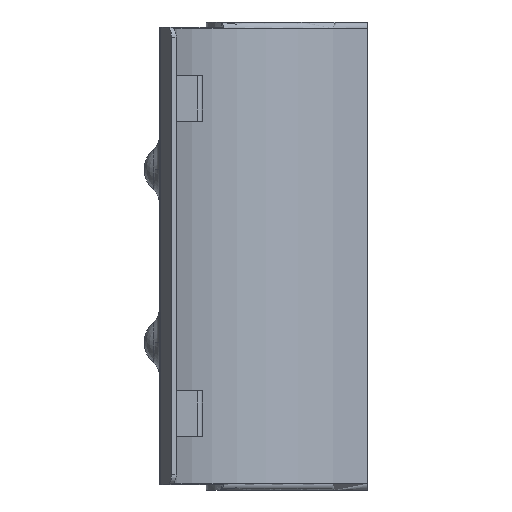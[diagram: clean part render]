
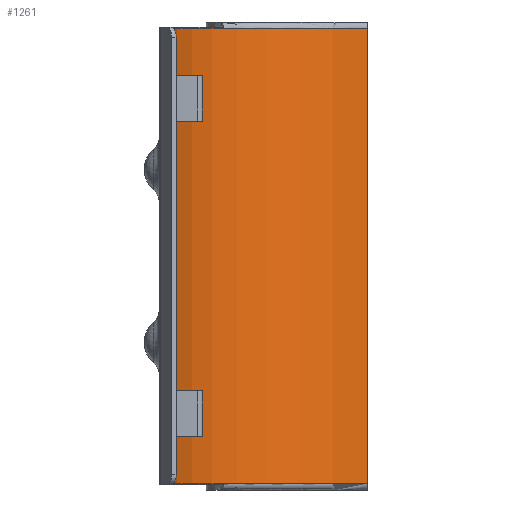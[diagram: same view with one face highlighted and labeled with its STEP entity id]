
A CAD part, left-side view. The second image highlights one B-rep face of the part: STEP entity #1261.
In plain terms, the highlighted cylindrical face has radius 40 mm (diameter 80 mm), a partial arc.
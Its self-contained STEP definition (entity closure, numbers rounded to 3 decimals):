
#105 = CIRCLE ( 'NONE', #3027, 40. ) ;
#129 = EDGE_CURVE ( 'NONE', #4259, #2392, #4946, .T. ) ;
#145 = ORIENTED_EDGE ( 'NONE', *, *, #3598, .T. ) ;
#208 = DIRECTION ( 'NONE',  ( 0., 0., -1. ) ) ;
#587 = DIRECTION ( 'NONE',  ( 0., 0., 1. ) ) ;
#603 = CARTESIAN_POINT ( 'NONE',  ( 176., -40., -44.75 ) ) ;
#627 = EDGE_CURVE ( 'NONE', #2392, #2465, #1023, .T. ) ;
#635 = DIRECTION ( 'NONE',  ( 1., 0., 0. ) ) ;
#765 = CARTESIAN_POINT ( 'NONE',  ( 136., 0., -44.75 ) ) ;
#1023 = LINE ( 'NONE', #1861, #1573 ) ;
#1025 = ORIENTED_EDGE ( 'NONE', *, *, #129, .T. ) ;
#1261 = ADVANCED_FACE ( 'NONE', ( #4963 ), #4100, .F. ) ;
#1418 = CARTESIAN_POINT ( 'NONE',  ( 176., -40., 44.75 ) ) ;
#1447 = DIRECTION ( 'NONE',  ( -1., 0., 0. ) ) ;
#1573 = VECTOR ( 'NONE', #1779, 1000. ) ;
#1779 = DIRECTION ( 'NONE',  ( 0., 0., 1. ) ) ;
#1861 = CARTESIAN_POINT ( 'NONE',  ( 176., -40., 46. ) ) ;
#2145 = AXIS2_PLACEMENT_3D ( 'NONE', #4986, #587, #3366 ) ;
#2228 = CARTESIAN_POINT ( 'NONE',  ( 136., -40., -44.75 ) ) ;
#2310 = CARTESIAN_POINT ( 'NONE',  ( 136., -40., 44.75 ) ) ;
#2388 = VERTEX_POINT ( 'NONE', #3328 ) ;
#2392 = VERTEX_POINT ( 'NONE', #603 ) ;
#2460 = VECTOR ( 'NONE', #3757, 1000. ) ;
#2465 = VERTEX_POINT ( 'NONE', #1418 ) ;
#2560 = ORIENTED_EDGE ( 'NONE', *, *, #627, .T. ) ;
#2893 = EDGE_LOOP ( 'NONE', ( #5174, #1025, #2560, #145 ) ) ;
#3003 = LINE ( 'NONE', #4602, #2460 ) ;
#3027 = AXIS2_PLACEMENT_3D ( 'NONE', #2310, #3043, #635 ) ;
#3043 = DIRECTION ( 'NONE',  ( 0., 0., 1. ) ) ;
#3328 = CARTESIAN_POINT ( 'NONE',  ( 136., 0., 44.75 ) ) ;
#3366 = DIRECTION ( 'NONE',  ( 1., 0., 0. ) ) ;
#3598 = EDGE_CURVE ( 'NONE', #2465, #2388, #105, .T. ) ;
#3757 = DIRECTION ( 'NONE',  ( 0., 0., -1. ) ) ;
#4100 = CYLINDRICAL_SURFACE ( 'NONE', #2145, 40. ) ;
#4259 = VERTEX_POINT ( 'NONE', #765 ) ;
#4602 = CARTESIAN_POINT ( 'NONE',  ( 136., 0., 45. ) ) ;
#4903 = EDGE_CURVE ( 'NONE', #2388, #4259, #3003, .T. ) ;
#4946 = CIRCLE ( 'NONE', #5028, 40. ) ;
#4963 = FACE_OUTER_BOUND ( 'NONE', #2893, .T. ) ;
#4986 = CARTESIAN_POINT ( 'NONE',  ( 136., -40., 46. ) ) ;
#5028 = AXIS2_PLACEMENT_3D ( 'NONE', #2228, #208, #1447 ) ;
#5174 = ORIENTED_EDGE ( 'NONE', *, *, #4903, .T. ) ;
